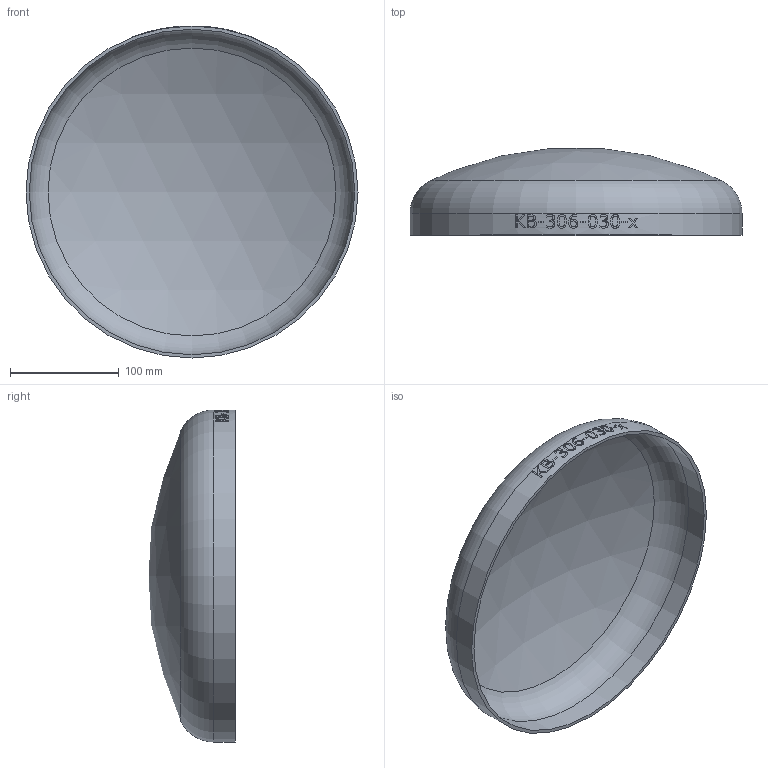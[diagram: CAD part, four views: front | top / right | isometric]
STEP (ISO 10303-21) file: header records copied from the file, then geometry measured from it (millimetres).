
FILE_DESCRIPTION (( 'STEP AP214' ), '1' );
FILE_NAME ('KB-306-030-x Klöpperboden 2003.STEP', '2020-03-27T08:00:27', ( '' ), ( '' ), 'SwSTEP 2.0', 'SolidWorks 2016', '' );
FILE_SCHEMA (( 'AUTOMOTIVE_DESIGN' ));
Length unit declared in the file: millimetre
Products named in the file (1): KB-306-030-x Klöpperboden 2003
Bounding box: 306 x 79.97 x 306 mm (x, y, z)
Volume: 331185.9 mm3; surface area: 224175.3 mm2
Topology: 1 solids, 1 shells, 193 faces, 514 edges, 342 vertices
Faces by surface type: bspline 117, plane 52, cylinder 20, torus 2, sphere 2
Full cylindrical faces by diameter (mm): 300 x1, 306 x1
Entity records: 34445 total; most frequent: CARTESIAN_POINT 28654, ORIENTED_EDGE 1020, EDGE_CURVE 510, B_SPLINE_CURVE_WITH_KNOTS 371, DIRECTION 357, VERTEX_POINT 342, EDGE_LOOP 216, FACE_OUTER_BOUND 197
